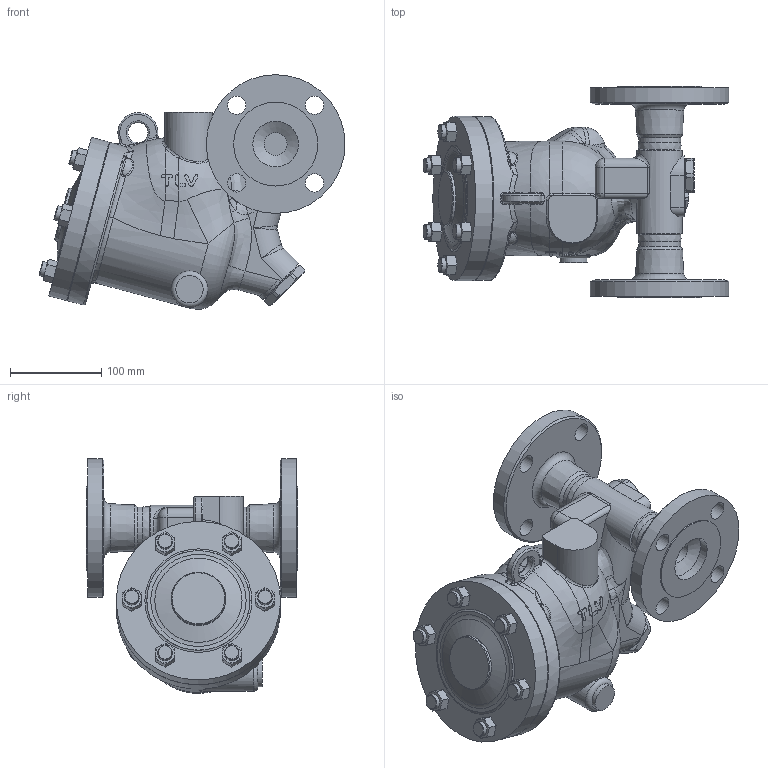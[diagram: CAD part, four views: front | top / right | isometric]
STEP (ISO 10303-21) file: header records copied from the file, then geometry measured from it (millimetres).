
FILE_DESCRIPTION((''),'2;1');
FILE_NAME('sh6nl-050-a0150-00.stp','2014-04-25T17:14:13',('nakaot'),(''),'Autodesk Inventor 2012','Autodesk Inventor 2012','');
FILE_SCHEMA(('AUTOMOTIVE_DESIGN { 1 0 10303 214 1 1 1 1 }'));
Length unit declared in the file: millimetre
Products named in the file (1): sh6nl-050-a0150-00
Bounding box: 335.42 x 232 x 257.13 mm (x, y, z)
Volume: 5011756.4 mm3; surface area: 345350 mm2
Topology: 1 solids, 3 shells, 435 faces, 1068 edges, 651 vertices
Faces by surface type: plane 136, cylinder 106, bspline 91, cone 70, torus 21, sphere 11
Full cylindrical faces by diameter (mm): 11.835 x6, 16 x12, 20 x8, 22 x1, 25 x2, 30 x1, 38 x1, 40 x1, 46 x2, 49.5 x1, 50 x3, 60 x1, 92.1 x2, 100 x1, 152 x2, 180 x2
Entity records: 16209 total; most frequent: CARTESIAN_POINT 7225, ORIENTED_EDGE 1898, DIRECTION 1677, EDGE_CURVE 949, AXIS2_PLACEMENT_3D 720, VERTEX_POINT 623, EDGE_LOOP 568, FACE_OUTER_BOUND 435
